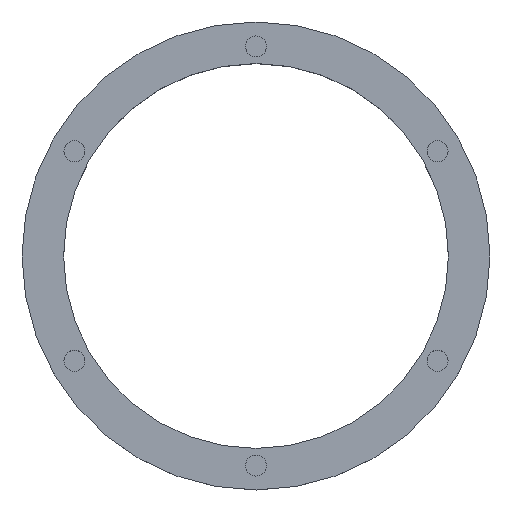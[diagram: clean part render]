
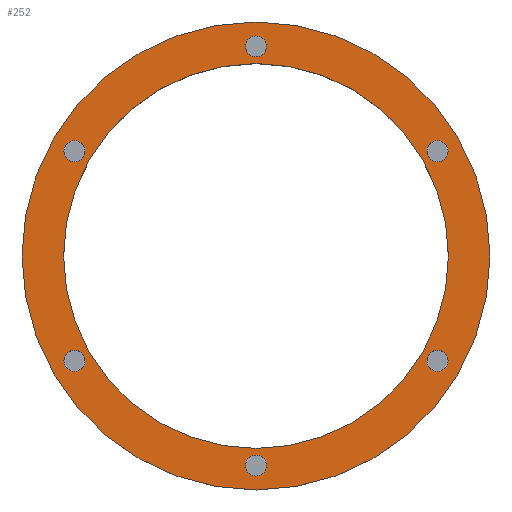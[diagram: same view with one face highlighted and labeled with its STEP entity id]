
A CAD part, top view. The second image highlights one B-rep face of the part: STEP entity #252.
In plain terms, the highlighted planar face has unit normal (0, 0, 1).
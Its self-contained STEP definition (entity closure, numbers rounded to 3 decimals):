
#16=FACE_BOUND('',#80,.T.);
#17=FACE_BOUND('',#81,.T.);
#18=FACE_BOUND('',#82,.T.);
#19=FACE_BOUND('',#83,.T.);
#20=FACE_BOUND('',#84,.T.);
#21=FACE_BOUND('',#85,.T.);
#22=FACE_BOUND('',#86,.T.);
#31=PLANE('',#304);
#59=FACE_OUTER_BOUND('',#79,.T.);
#79=EDGE_LOOP('',(#224));
#80=EDGE_LOOP('',(#225));
#81=EDGE_LOOP('',(#226));
#82=EDGE_LOOP('',(#227));
#83=EDGE_LOOP('',(#228));
#84=EDGE_LOOP('',(#229));
#85=EDGE_LOOP('',(#230));
#86=EDGE_LOOP('',(#231));
#114=CIRCLE('',#277,62.5);
#115=CIRCLE('',#279,2.8);
#117=CIRCLE('',#283,2.8);
#119=CIRCLE('',#287,2.8);
#121=CIRCLE('',#291,2.8);
#123=CIRCLE('',#295,2.8);
#125=CIRCLE('',#299,2.8);
#127=CIRCLE('',#303,51.4);
#133=VERTEX_POINT('',#411);
#134=VERTEX_POINT('',#415);
#136=VERTEX_POINT('',#422);
#138=VERTEX_POINT('',#429);
#140=VERTEX_POINT('',#436);
#142=VERTEX_POINT('',#443);
#144=VERTEX_POINT('',#450);
#146=VERTEX_POINT('',#457);
#155=EDGE_CURVE('',#133,#133,#114,.T.);
#156=EDGE_CURVE('',#134,#134,#115,.T.);
#159=EDGE_CURVE('',#136,#136,#117,.T.);
#162=EDGE_CURVE('',#138,#138,#119,.T.);
#165=EDGE_CURVE('',#140,#140,#121,.T.);
#168=EDGE_CURVE('',#142,#142,#123,.T.);
#171=EDGE_CURVE('',#144,#144,#125,.T.);
#174=EDGE_CURVE('',#146,#146,#127,.T.);
#224=ORIENTED_EDGE('',*,*,#155,.T.);
#225=ORIENTED_EDGE('',*,*,#156,.T.);
#226=ORIENTED_EDGE('',*,*,#159,.T.);
#227=ORIENTED_EDGE('',*,*,#162,.T.);
#228=ORIENTED_EDGE('',*,*,#165,.T.);
#229=ORIENTED_EDGE('',*,*,#168,.T.);
#230=ORIENTED_EDGE('',*,*,#171,.T.);
#231=ORIENTED_EDGE('',*,*,#174,.T.);
#252=ADVANCED_FACE('',(#59,#16,#17,#18,#19,#20,#21,#22),#31,.T.);
#277=AXIS2_PLACEMENT_3D('',#413,#329,#330);
#279=AXIS2_PLACEMENT_3D('',#416,#333,#334);
#283=AXIS2_PLACEMENT_3D('',#423,#342,#343);
#287=AXIS2_PLACEMENT_3D('',#430,#351,#352);
#291=AXIS2_PLACEMENT_3D('',#437,#360,#361);
#295=AXIS2_PLACEMENT_3D('',#444,#369,#370);
#299=AXIS2_PLACEMENT_3D('',#451,#378,#379);
#303=AXIS2_PLACEMENT_3D('',#458,#387,#388);
#304=AXIS2_PLACEMENT_3D('',#460,#390,#391);
#329=DIRECTION('center_axis',(0.,0.,1.));
#330=DIRECTION('ref_axis',(1.,0.,0.));
#333=DIRECTION('center_axis',(0.,0.,-1.));
#334=DIRECTION('ref_axis',(-0.5,0.866,0.));
#342=DIRECTION('center_axis',(0.,0.,-1.));
#343=DIRECTION('ref_axis',(0.5,0.866,0.));
#351=DIRECTION('center_axis',(0.,0.,-1.));
#352=DIRECTION('ref_axis',(1.,0.,0.));
#360=DIRECTION('center_axis',(0.,0.,-1.));
#361=DIRECTION('ref_axis',(0.5,-0.866,0.));
#369=DIRECTION('center_axis',(0.,0.,-1.));
#370=DIRECTION('ref_axis',(-0.5,-0.866,0.));
#378=DIRECTION('center_axis',(0.,0.,-1.));
#379=DIRECTION('ref_axis',(-1.,0.,0.));
#387=DIRECTION('center_axis',(0.,0.,-1.));
#388=DIRECTION('ref_axis',(1.,0.,0.));
#390=DIRECTION('center_axis',(0.,0.,1.));
#391=DIRECTION('ref_axis',(1.,0.,0.));
#411=CARTESIAN_POINT('',(-62.5,0.,4.));
#413=CARTESIAN_POINT('Origin',(0.,0.,4.));
#415=CARTESIAN_POINT('',(49.897,-30.425,4.));
#416=CARTESIAN_POINT('Origin',(48.497,-28.,4.));
#422=CARTESIAN_POINT('',(-1.4,-58.425,4.));
#423=CARTESIAN_POINT('Origin',(0.,-56.,4.));
#429=CARTESIAN_POINT('',(-51.297,-28.,4.));
#430=CARTESIAN_POINT('Origin',(-48.497,-28.,4.));
#436=CARTESIAN_POINT('',(-49.897,30.425,4.));
#437=CARTESIAN_POINT('Origin',(-48.497,28.,4.));
#443=CARTESIAN_POINT('',(1.4,58.425,4.));
#444=CARTESIAN_POINT('Origin',(0.,56.,4.));
#450=CARTESIAN_POINT('',(51.297,28.,4.));
#451=CARTESIAN_POINT('Origin',(48.497,28.,4.));
#457=CARTESIAN_POINT('',(-51.4,0.,4.));
#458=CARTESIAN_POINT('Origin',(0.,0.,4.));
#460=CARTESIAN_POINT('Origin',(0.,0.,4.));
